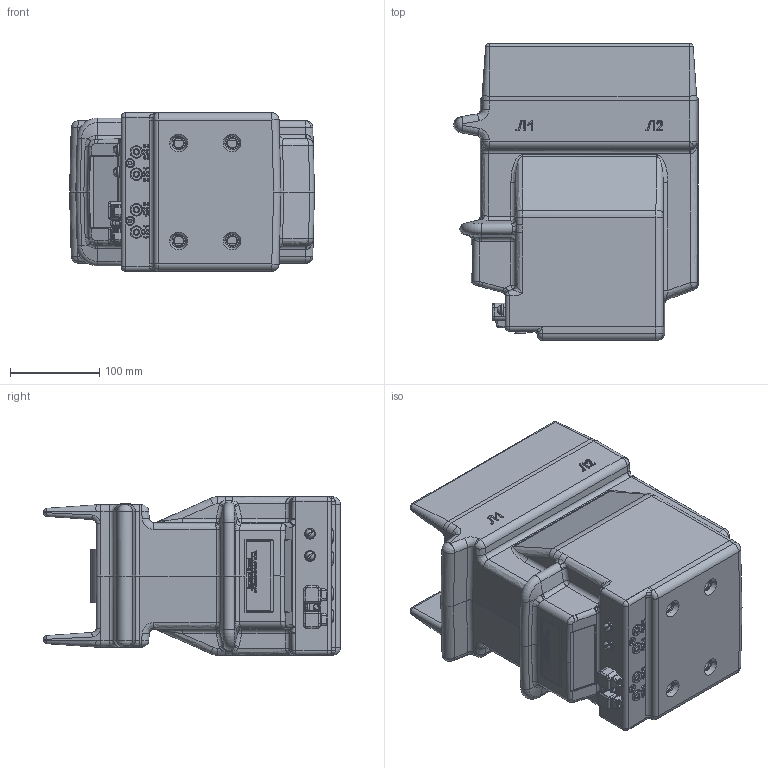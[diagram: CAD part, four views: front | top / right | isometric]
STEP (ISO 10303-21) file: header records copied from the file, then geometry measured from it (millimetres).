
FILE_DESCRIPTION (( 'STEP AP203' ), '1' );
FILE_NAME ('ﾒﾎﾋ-20-52-2(1200-2000).STEP', '2022-07-28T05:43:11', ( '' ), ( '' ), 'SwSTEP 2.0', 'SolidWorks 2010', '' );
FILE_SCHEMA (( 'CONFIG_CONTROL_DESIGN' ));
Products named in the file (1): ﾒﾎﾋ-20-52-2(1200-2000)
Bounding box: 275 x 333 x 178 mm (x, y, z)
Surface area: 390187.9 mm2 (no closed solid volume)
Topology: 0 solids, 58 shells, 897 faces, 3661 edges, 2766 vertices
Faces by surface type: plane 330, bspline 223, cylinder 179, cone 117, sphere 34, torus 14
Entity records: 52785 total; most frequent: CARTESIAN_POINT 26086, ORIENTED_EDGE 5364, DIRECTION 4483, EDGE_CURVE 3648, VERTEX_POINT 2766, LINE 1817, VECTOR 1817, AXIS2_PLACEMENT_3D 1333
